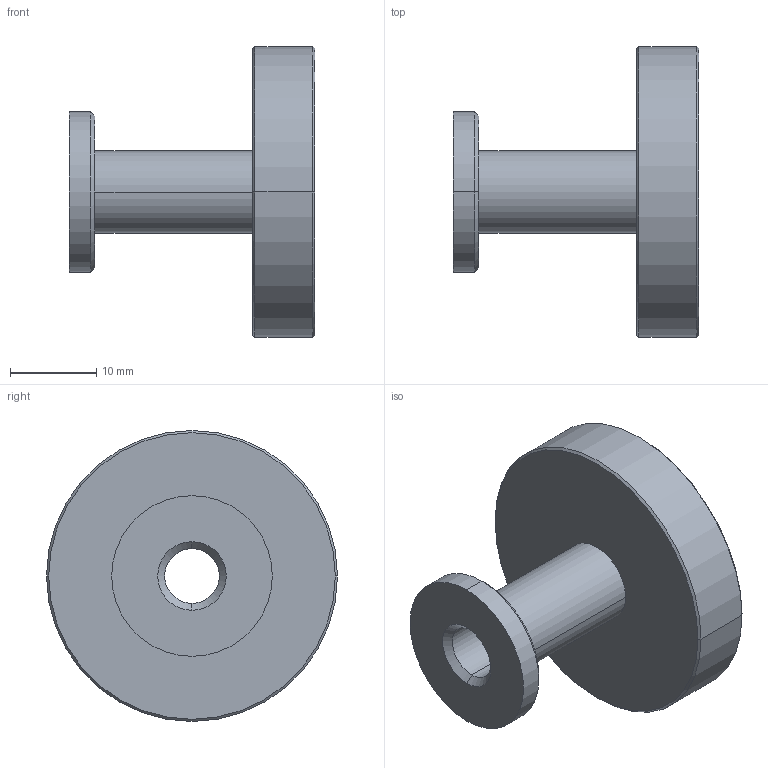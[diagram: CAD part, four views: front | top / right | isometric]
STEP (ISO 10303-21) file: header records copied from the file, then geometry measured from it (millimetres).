
FILE_DESCRIPTION (( 'STEP AP203' ), '1' );
FILE_NAME ('Flange_2.STEP', '2023-09-23T12:55:08', ( '' ), ( '' ), 'SwSTEP 2.0', 'SolidWorks 2021', '' );
FILE_SCHEMA (( 'CONFIG_CONTROL_DESIGN' ));
Length unit declared in the file: millimetre
Products named in the file (1): Flange_2
Bounding box: 28.55 x 33.78 x 33.78 mm (x, y, z)
Volume: 7516.2 mm3; surface area: 4151.7 mm2
Topology: 1 solids, 1 shells, 25 faces, 50 edges, 30 vertices
Faces by surface type: cone 10, cylinder 10, plane 5
Entity records: 735 total; most frequent: DIRECTION 132, CARTESIAN_POINT 106, ORIENTED_EDGE 100, AXIS2_PLACEMENT_3D 56, EDGE_CURVE 50, EDGE_LOOP 30, CIRCLE 30, VERTEX_POINT 30
